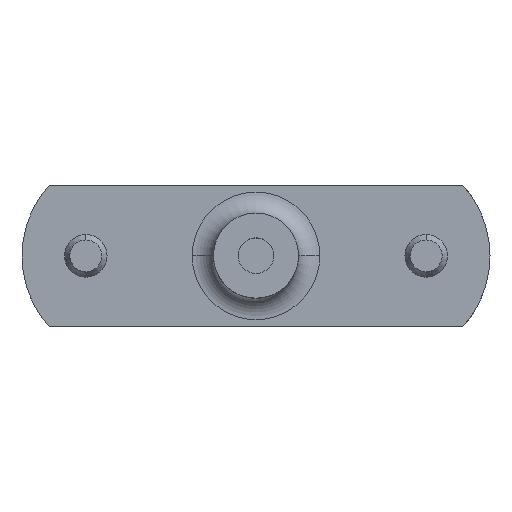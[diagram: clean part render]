
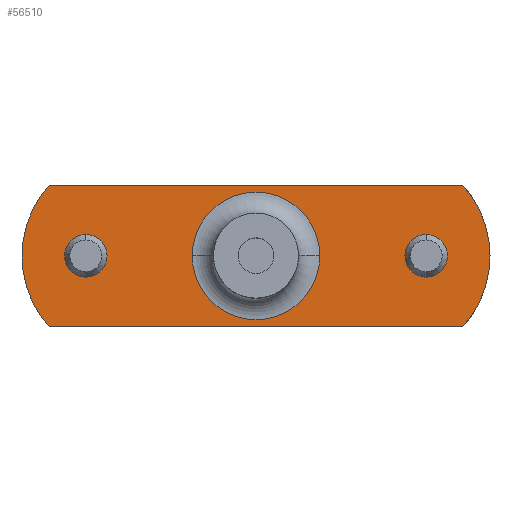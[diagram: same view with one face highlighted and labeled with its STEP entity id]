
A CAD part, top view. The second image highlights one B-rep face of the part: STEP entity #56510.
In plain terms, the highlighted planar face has unit normal (0, 0, 1).
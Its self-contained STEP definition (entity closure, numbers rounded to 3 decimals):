
#53790=CARTESIAN_POINT('',(6.5,10.,3.5));
#53800=VERTEX_POINT('',#53790);
#53850=CARTESIAN_POINT('',(9.,10.,3.5));
#53860=DIRECTION('',(0.,0.,-1.));
#53870=DIRECTION('',(-1.,0.,0.));
#53880=AXIS2_PLACEMENT_3D('',#53850,#53860,#53870);
#53890=CIRCLE('',#53880,2.5);
#53900=CARTESIAN_POINT('',(11.5,10.,3.5));
#53910=VERTEX_POINT('',#53900);
#53920=EDGE_CURVE('',#53800,#53910,#53890,.T.);
#55500=CARTESIAN_POINT('',(0.,10.,3.5));
#55510=VERTEX_POINT('',#55500);
#55540=CARTESIAN_POINT('',(15.,10.,3.5));
#55550=DIRECTION('',(0.,0.,1.));
#55560=DIRECTION('',(1.,0.,0.));
#55570=AXIS2_PLACEMENT_3D('',#55540,#55550,#55560);
#55580=CIRCLE('',#55570,15.);
#55590=CARTESIAN_POINT('',(3.82,0.,3.5));
#55600=VERTEX_POINT('',#55590);
#55610=EDGE_CURVE('',#55510,#55600,#55580,.T.);
#55730=CARTESIAN_POINT('',(0.,0.,3.5));
#55740=DIRECTION('',(0.,0.,1.));
#55750=DIRECTION('',(1.,0.,0.));
#55760=AXIS2_PLACEMENT_3D('',#55730,#55740,#55750);
#55770=PLANE('',#55760);
#55780=CARTESIAN_POINT('',(57.,10.,3.5));
#55790=DIRECTION('',(-0.,-0.,1.));
#55800=DIRECTION('',(1.,0.,0.));
#55810=AXIS2_PLACEMENT_3D('',#55780,#55790,#55800);
#55820=CIRCLE('',#55810,2.5);
#55830=CARTESIAN_POINT('',(59.5,10.,3.5));
#55840=VERTEX_POINT('',#55830);
#55850=CARTESIAN_POINT('',(54.5,10.,3.5));
#55860=VERTEX_POINT('',#55850);
#55870=EDGE_CURVE('',#55840,#55860,#55820,.T.);
#55880=ORIENTED_EDGE('',*,*,#55870,.F.);
#55890=EDGE_CURVE('',#55860,#55840,#55820,.T.);
#55900=ORIENTED_EDGE('',*,*,#55890,.F.);
#55910=EDGE_LOOP('',(#55900,#55880));
#55920=FACE_BOUND('',#55910,.T.);
#55930=ORIENTED_EDGE('',*,*,#53920,.T.);
#55940=EDGE_CURVE('',#53910,#53800,#53890,.T.);
#55950=ORIENTED_EDGE('',*,*,#55940,.T.);
#55960=EDGE_LOOP('',(#55950,#55930));
#55970=FACE_BOUND('',#55960,.T.);
#55980=CARTESIAN_POINT('',(33.,10.,3.5));
#55990=DIRECTION('',(0.,0.,1.));
#56000=DIRECTION('',(1.,0.,-0.));
#56010=AXIS2_PLACEMENT_3D('',#55980,#55990,#56000);
#56020=CIRCLE('',#56010,9.);
#56030=CARTESIAN_POINT('',(33.,1.,3.5));
#56040=VERTEX_POINT('',#56030);
#56050=CARTESIAN_POINT('',(42.,10.,3.5));
#56060=VERTEX_POINT('',#56050);
#56070=EDGE_CURVE('',#56040,#56060,#56020,.T.);
#56080=ORIENTED_EDGE('',*,*,#56070,.F.);
#56090=CARTESIAN_POINT('',(24.,10.,3.5));
#56100=VERTEX_POINT('',#56090);
#56110=EDGE_CURVE('',#56060,#56100,#56020,.T.);
#56120=ORIENTED_EDGE('',*,*,#56110,.F.);
#56130=EDGE_CURVE('',#56100,#56040,#56020,.T.);
#56140=ORIENTED_EDGE('',*,*,#56130,.F.);
#56150=EDGE_LOOP('',(#56140,#56120,#56080));
#56160=FACE_BOUND('',#56150,.T.);
#56170=CARTESIAN_POINT('',(51.,10.,3.5));
#56180=DIRECTION('',(0.,-0.,-1.));
#56190=DIRECTION('',(-1.,0.,0.));
#56200=AXIS2_PLACEMENT_3D('',#56170,#56180,#56190);
#56210=CIRCLE('',#56200,15.);
#56220=CARTESIAN_POINT('',(62.18,20.,3.5));
#56230=VERTEX_POINT('',#56220);
#56240=CARTESIAN_POINT('',(66.,10.,3.5));
#56250=VERTEX_POINT('',#56240);
#56260=EDGE_CURVE('',#56230,#56250,#56210,.T.);
#56270=ORIENTED_EDGE('',*,*,#56260,.F.);
#56280=CARTESIAN_POINT('',(62.18,0.,3.5));
#56290=VERTEX_POINT('',#56280);
#56300=EDGE_CURVE('',#56250,#56290,#56210,.T.);
#56310=ORIENTED_EDGE('',*,*,#56300,.F.);
#56320=CARTESIAN_POINT('',(10.,0.,3.5));
#56330=DIRECTION('',(1.,0.,0.));
#56340=VECTOR('',#56330,1.);
#56350=LINE('',#56320,#56340);
#56360=EDGE_CURVE('',#55600,#56290,#56350,.T.);
#56370=ORIENTED_EDGE('',*,*,#56360,.T.);
#56380=ORIENTED_EDGE('',*,*,#55610,.T.);
#56390=CARTESIAN_POINT('',(3.82,20.,3.5));
#56400=VERTEX_POINT('',#56390);
#56410=EDGE_CURVE('',#56400,#55510,#55580,.T.);
#56420=ORIENTED_EDGE('',*,*,#56410,.T.);
#56430=CARTESIAN_POINT('',(5.,20.,3.5));
#56440=DIRECTION('',(1.,0.,0.));
#56450=VECTOR('',#56440,1.);
#56460=LINE('',#56430,#56450);
#56470=EDGE_CURVE('',#56400,#56230,#56460,.T.);
#56480=ORIENTED_EDGE('',*,*,#56470,.F.);
#56490=EDGE_LOOP('',(#56480,#56420,#56380,#56370,#56310,#56270));
#56500=FACE_OUTER_BOUND('',#56490,.T.);
#56510=ADVANCED_FACE('',(#55920,#55970,#56160,#56500),#55770,.T.);
